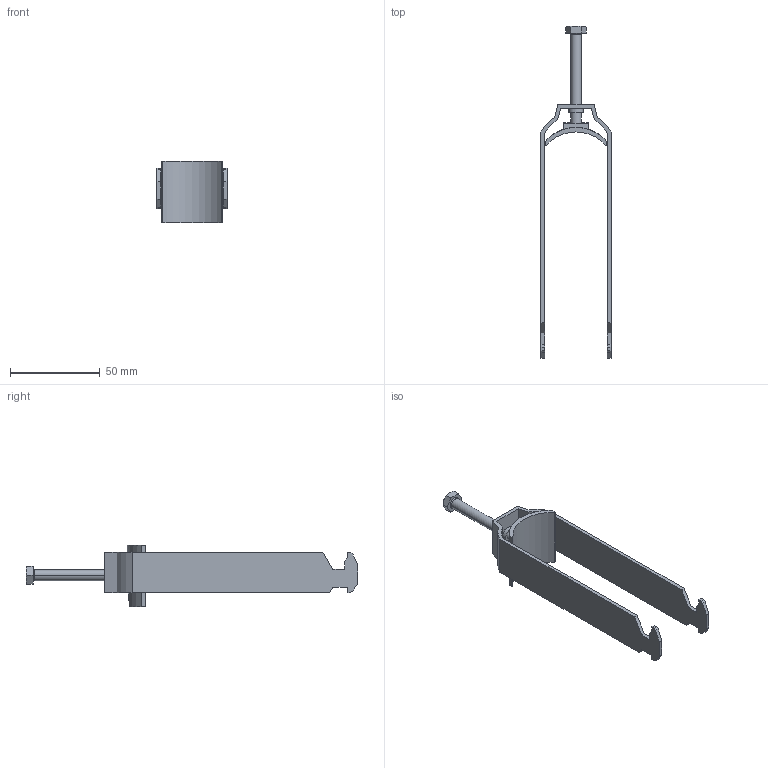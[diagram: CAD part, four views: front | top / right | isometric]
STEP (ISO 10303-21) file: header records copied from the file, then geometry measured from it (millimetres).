
FILE_DESCRIPTION (( 'STEP AP214' ), '1' );
FILE_NAME ('1186231.STEP', '2023-09-05T12:31:35', ( '' ), ( '' ), 'SwSTEP 2.0', 'SolidWorks 2022', '' );
FILE_SCHEMA (( 'AUTOMOTIVE_DESIGN' ));
Length unit declared in the file: millimetre
Products named in the file (5): 157095_3fach_3Fach; 1186231; 141692_Einspritzpunkt Links; EB101-00-04_Standard; 142951_M6 x 50
Assembly tree (4 placements, depth 2):
  1186231
    157095_3fach_3Fach
    142951_M6 x 50
    EB101-00-04_Standard
    141692_Einspritzpunkt Links
Bounding box: 39 x 184.75 x 34.06 mm (x, y, z)
Volume: 18259.1 mm3; surface area: 19857.1 mm2
Topology: 4 solids, 4 shells, 279 faces, 722 edges, 474 vertices
Faces by surface type: plane 180, bspline 47, cylinder 36, cone 12, torus 4
Entity records: 11372 total; most frequent: CARTESIAN_POINT 4137, ORIENTED_EDGE 1436, DIRECTION 1188, EDGE_CURVE 718, VECTOR 490, LINE 490, VERTEX_POINT 474, AXIS2_PLACEMENT_3D 349
